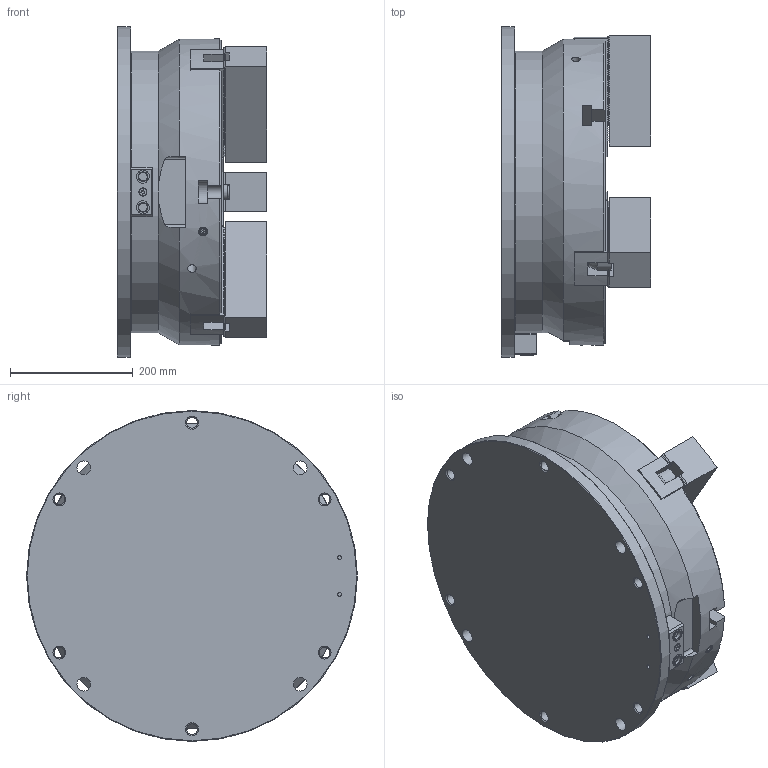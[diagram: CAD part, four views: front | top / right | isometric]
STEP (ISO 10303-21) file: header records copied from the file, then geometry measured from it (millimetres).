
FILE_DESCRIPTION (( 'STEP AP203' ), '1' );
FILE_NAME ('CF-SP-320.STEP', '2024-10-16T00:14:13', ( '' ), ( '' ), 'SwSTEP 2.0', 'SolidWorks 2020', '' );
FILE_SCHEMA (( 'CONFIG_CONTROL_DESIGN' ));
Length unit declared in the file: millimetre
Products named in the file (19): CF-3H-221-04020(T型塊); 油管塞頭_PT 1_4; CF-SP-320-03000; SJ-21; 油管塞頭_PT 1_8; CF-SP-320-06000; PT1_8黃油嘴_PT 1_8; 塑膠管塞_PT3_8; CF-SP-320-07000; 錐平頭六角孔螺栓_M4x10; CF-SP-320; CF-SP-320-08000; 圓頭內六角螺栓_M6x12; CF-SP-320-09000; 圓頭內六角螺栓_M8x40; CF-SP-320-01000; CF-SP-316-09000; 圓頭內六角螺栓_M20x55; CF-SP-320-02000
Assembly tree (43 placements, depth 2):
  CF-SP-320
    CF-SP-320-01000
    CF-SP-320-02000
    CF-SP-320-03000  x3
    CF-SP-320-06000
    CF-SP-320-07000
    CF-SP-320-08000  x3
    CF-SP-320-09000
    CF-SP-316-09000
    CF-3H-221-04020(T型塊)  x6
    SJ-21  x3
    PT1_8黃油嘴_PT 1_8
    錐平頭六角孔螺栓_M4x10  x3
    圓頭內六角螺栓_M6x12  x6
    圓頭內六角螺栓_M8x40  x2
    圓頭內六角螺栓_M20x55  x6
    油管塞頭_PT 1_4
    油管塞頭_PT 1_8
    塑膠管塞_PT3_8  x2
Bounding box: 244.2 x 540 x 540 mm (x, y, z)
Volume: 34197750.3 mm3; surface area: 1913057.7 mm2
Topology: 43 solids, 43 shells, 3977 faces, 11315 edges, 7474 vertices
Faces by surface type: plane 3021, cylinder 804, cone 150, torus 2
Full cylindrical faces by diameter (mm): 3.3 x3, 4 x3, 4.2 x6, 4.5 x3, 4.992 x1, 5 x7, 5.5 x1, 6 x7, 6.6 x6, 6.8 x2, 8 x5, 8.3 x2, 9 x3, 10 x6, 11 x6, 11.2 x1, 13 x2, 14 x9, 14.7 x2, 15 x2, 17.5 x12, 18 x1, 20 x6, 21 x8, 22 x4, 30 x6, 32 x6, 60 x2, 150 x2, 460 x1
Entity records: 49283 total; most frequent: CARTESIAN_POINT 9096, ORIENTED_EDGE 7878, DIRECTION 7461, EDGE_CURVE 3939, LINE 3113, VECTOR 3113, VERTEX_POINT 2680, AXIS2_PLACEMENT_3D 2174
